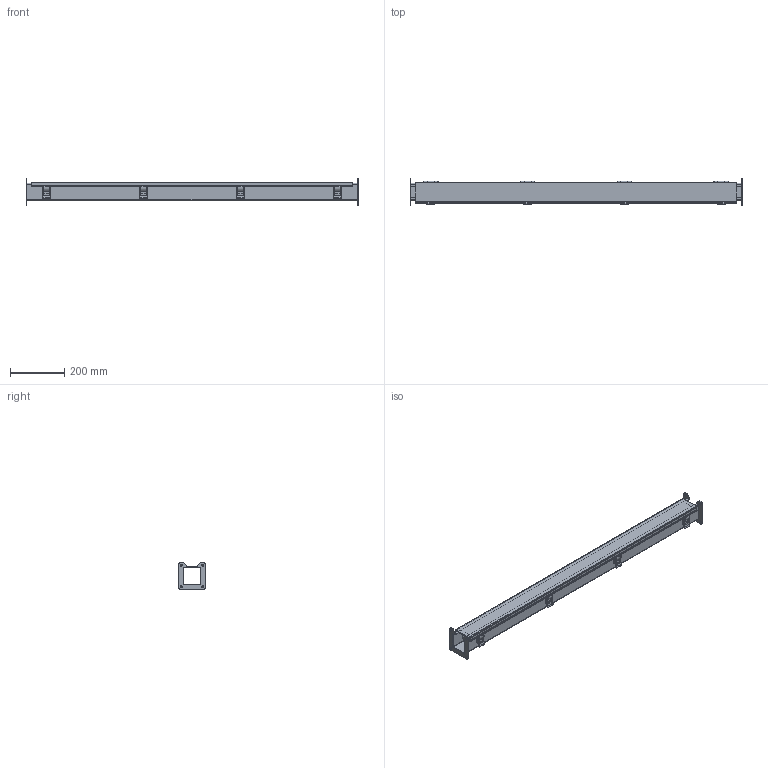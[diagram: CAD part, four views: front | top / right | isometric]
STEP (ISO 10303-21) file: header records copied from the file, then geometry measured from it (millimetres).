
FILE_DESCRIPTION (( 'STEP AP203' ), '1' );
FILE_NAME ('1485B48.step', '2020-11-19T14:28:47', ( 'ADC123' ), ( 'Microsoft' ), 'SwSTEP 2.0', 'SolidWorks 2019', '' );
FILE_SCHEMA (( 'CONFIG_CONTROL_DESIGN' ));
Length unit declared in the file: inch
Products named in the file (1): 1485B48
Bounding box: 1219.2 x 98.42 x 98.42 mm (x, y, z)
Volume: 898282.4 mm3; surface area: 917288.7 mm2
Topology: 32 solids, 32 shells, 640 faces, 1624 edges, 1056 vertices
Faces by surface type: plane 378, cylinder 238, bspline 24
Full cylindrical faces by diameter (mm): 3.175 x8, 4.013 x8, 4.115 x8, 4.166 x8, 7.137 x8
Entity records: 20081 total; most frequent: CARTESIAN_POINT 4433, DIRECTION 3262, ORIENTED_EDGE 3136, EDGE_CURVE 1568, AXIS2_PLACEMENT_3D 1101, VECTOR 1060, LINE 1060, VERTEX_POINT 1056
